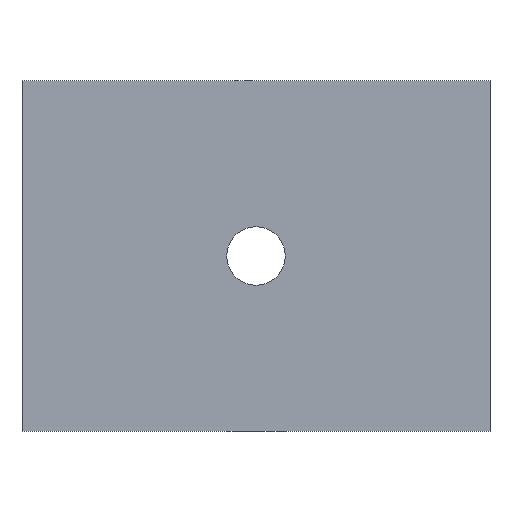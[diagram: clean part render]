
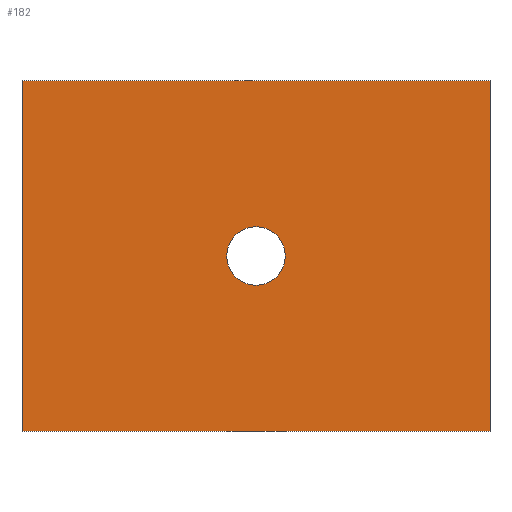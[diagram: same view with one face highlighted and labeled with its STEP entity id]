
A CAD part, front view. The second image highlights one B-rep face of the part: STEP entity #182.
In plain terms, the highlighted planar face has unit normal (0, -1, 0).
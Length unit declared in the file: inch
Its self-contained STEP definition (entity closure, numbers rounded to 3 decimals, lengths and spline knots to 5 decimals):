
#18=LINE('',#290,#36);
#19=LINE('',#294,#37);
#20=LINE('',#295,#38);
#21=LINE('',#296,#39);
#36=VECTOR('',#242,39.37008);
#37=VECTOR('',#245,39.37008);
#38=VECTOR('',#246,39.37008);
#39=VECTOR('',#247,39.37008);
#52=PLANE('',#216);
#62=FACE_BOUND('',#82,.T.);
#68=FACE_OUTER_BOUND('',#81,.T.);
#81=EDGE_LOOP('',(#142,#143,#144,#145));
#82=EDGE_LOOP('',(#146));
#93=CIRCLE('',#213,0.125);
#97=VERTEX_POINT('',#278);
#100=VERTEX_POINT('',#284);
#102=VERTEX_POINT('',#288);
#103=VERTEX_POINT('',#292);
#104=VERTEX_POINT('',#293);
#113=EDGE_CURVE('',#97,#97,#93,.T.);
#118=EDGE_CURVE('',#100,#102,#18,.T.);
#119=EDGE_CURVE('',#103,#104,#19,.T.);
#120=EDGE_CURVE('',#104,#100,#20,.T.);
#121=EDGE_CURVE('',#102,#103,#21,.T.);
#142=ORIENTED_EDGE('',*,*,#119,.T.);
#143=ORIENTED_EDGE('',*,*,#120,.T.);
#144=ORIENTED_EDGE('',*,*,#118,.T.);
#145=ORIENTED_EDGE('',*,*,#121,.T.);
#146=ORIENTED_EDGE('',*,*,#113,.T.);
#182=ADVANCED_FACE('',(#68,#62),#52,.T.);
#213=AXIS2_PLACEMENT_3D('',#279,#233,#234);
#216=AXIS2_PLACEMENT_3D('',#291,#243,#244);
#233=DIRECTION('center_axis',(0.,1.,0.));
#234=DIRECTION('ref_axis',(-1.,0.,0.));
#242=DIRECTION('',(1.,0.,0.));
#243=DIRECTION('center_axis',(0.,-1.,0.));
#244=DIRECTION('ref_axis',(1.,0.,0.));
#245=DIRECTION('',(-1.,0.,0.));
#246=DIRECTION('',(0.,0.,-1.));
#247=DIRECTION('',(0.,0.,1.));
#278=CARTESIAN_POINT('',(-20.7736,0.,1.));
#279=CARTESIAN_POINT('Origin',(-20.6486,0.,
1.));
#284=CARTESIAN_POINT('',(-21.6486,0.,0.25));
#288=CARTESIAN_POINT('',(-19.6486,0.,0.25));
#290=CARTESIAN_POINT('',(0.,0.,0.25));
#291=CARTESIAN_POINT('Origin',(22.25,0.,0.375));
#292=CARTESIAN_POINT('',(-19.6486,0.,1.75));
#293=CARTESIAN_POINT('',(-21.6486,0.,1.75));
#294=CARTESIAN_POINT('',(22.25,0.,1.75));
#295=CARTESIAN_POINT('',(-21.6486,0.,0.375));
#296=CARTESIAN_POINT('',(-19.6486,0.,0.375));
